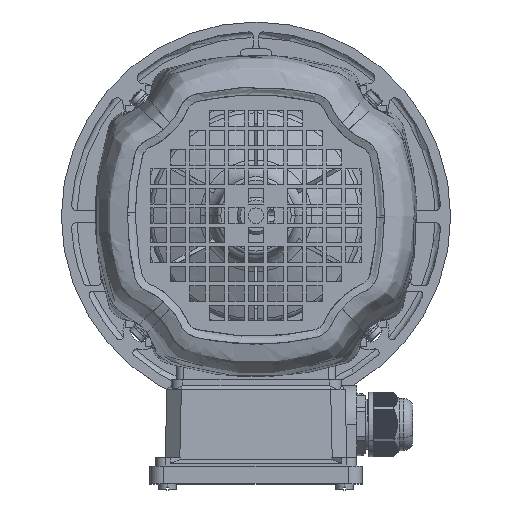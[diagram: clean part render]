
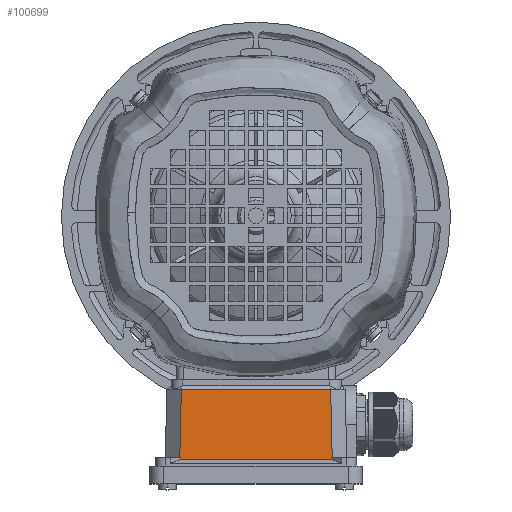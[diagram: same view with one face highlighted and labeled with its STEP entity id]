
A CAD part, top view. The second image highlights one B-rep face of the part: STEP entity #100699.
In plain terms, the highlighted planar face has unit normal (0, 0.023, 1).
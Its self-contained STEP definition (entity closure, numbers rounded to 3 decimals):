
#931 = DIRECTION ( 'NONE',  ( 1., 0., 0. ) ) ;
#1312 = CARTESIAN_POINT ( 'NONE',  ( -38.836, -124., 101.614 ) ) ;
#3908 = EDGE_CURVE ( 'NONE', #135328, #76209, #76874, .T. ) ;
#4924 = VECTOR ( 'NONE', #46685, 1000. ) ;
#9692 = DIRECTION ( 'NONE',  ( 0.023, -0.999, 0.023 ) ) ;
#12707 = AXIS2_PLACEMENT_3D ( 'NONE', #163510, #13241, #42348 ) ;
#13241 = DIRECTION ( 'NONE',  ( 0., -0.023, -1. ) ) ;
#13523 = DIRECTION ( 'NONE',  ( -1., 0., 0. ) ) ;
#14948 = VERTEX_POINT ( 'NONE', #152695 ) ;
#20307 = ORIENTED_EDGE ( 'NONE', *, *, #55671, .F. ) ;
#26736 = CARTESIAN_POINT ( 'NONE',  ( 38.836, -124., 101.614 ) ) ;
#28021 = ORIENTED_EDGE ( 'NONE', *, *, #176468, .F. ) ;
#30049 = VECTOR ( 'NONE', #51086, 1000. ) ;
#31438 = DIRECTION ( 'NONE',  ( 0.023, 0.999, -0.023 ) ) ;
#31649 = ORIENTED_EDGE ( 'NONE', *, *, #131827, .F. ) ;
#34619 = EDGE_LOOP ( 'NONE', ( #102636, #41008, #31649, #20307, #93081, #95948, #154591, #28021 ) ) ;
#41008 = ORIENTED_EDGE ( 'NONE', *, *, #3908, .F. ) ;
#42348 = DIRECTION ( 'NONE',  ( 0., -1., 0.023 ) ) ;
#42631 = CARTESIAN_POINT ( 'NONE',  ( 39.149, -124., 101.614 ) ) ;
#42970 = VECTOR ( 'NONE', #167977, 1000. ) ;
#43966 = VERTEX_POINT ( 'NONE', #98236 ) ;
#46685 = DIRECTION ( 'NONE',  ( 0.023, 0.999, -0.023 ) ) ;
#51086 = DIRECTION ( 'NONE',  ( 0.023, -0.999, 0.023 ) ) ;
#51530 = EDGE_CURVE ( 'NONE', #14948, #175417, #161301, .T. ) ;
#55671 = EDGE_CURVE ( 'NONE', #185523, #61184, #135700, .T. ) ;
#56355 = VECTOR ( 'NONE', #102216, 1000. ) ;
#59614 = CARTESIAN_POINT ( 'NONE',  ( 0., -125., 101.637 ) ) ;
#61184 = VERTEX_POINT ( 'NONE', #71556 ) ;
#61696 = LINE ( 'NONE', #165878, #4924 ) ;
#69041 = LINE ( 'NONE', #189226, #30049 ) ;
#71058 = EDGE_CURVE ( 'NONE', #14948, #185523, #148895, .T. ) ;
#71556 = CARTESIAN_POINT ( 'NONE',  ( -38.859, -125., 101.637 ) ) ;
#71701 = EDGE_CURVE ( 'NONE', #76209, #43966, #152604, .T. ) ;
#74994 = VECTOR ( 'NONE', #31438, 1000. ) ;
#76209 = VERTEX_POINT ( 'NONE', #161473 ) ;
#76874 = LINE ( 'NONE', #124868, #42970 ) ;
#77490 = VECTOR ( 'NONE', #931, 1000. ) ;
#86612 = CARTESIAN_POINT ( 'NONE',  ( 38.859, -125., 101.637 ) ) ;
#90568 = CARTESIAN_POINT ( 'NONE',  ( -38.752, -106.5, 101.217 ) ) ;
#92163 = LINE ( 'NONE', #157157, #77490 ) ;
#93081 = ORIENTED_EDGE ( 'NONE', *, *, #71058, .F. ) ;
#95948 = ORIENTED_EDGE ( 'NONE', *, *, #51530, .T. ) ;
#98236 = CARTESIAN_POINT ( 'NONE',  ( -38.355, -89., 100.82 ) ) ;
#100699 = ADVANCED_FACE ( 'NONE', ( #167449 ), #117467, .F. ) ;
#101969 = VERTEX_POINT ( 'NONE', #120931 ) ;
#102216 = DIRECTION ( 'NONE',  ( 1., 0., 0. ) ) ;
#102636 = ORIENTED_EDGE ( 'NONE', *, *, #71701, .F. ) ;
#113309 = VECTOR ( 'NONE', #9692, 1000. ) ;
#117467 = PLANE ( 'NONE',  #12707 ) ;
#117813 = VECTOR ( 'NONE', #13523, 1000. ) ;
#120931 = CARTESIAN_POINT ( 'NONE',  ( 38.355, -89., 100.82 ) ) ;
#124868 = CARTESIAN_POINT ( 'NONE',  ( 51.75, -124., 101.614 ) ) ;
#131827 = EDGE_CURVE ( 'NONE', #61184, #135328, #61696, .T. ) ;
#135328 = VERTEX_POINT ( 'NONE', #1312 ) ;
#135700 = LINE ( 'NONE', #59614, #117813 ) ;
#142282 = EDGE_CURVE ( 'NONE', #101969, #175417, #69041, .T. ) ;
#147262 = CARTESIAN_POINT ( 'NONE',  ( 46.682, -124., 101.614 ) ) ;
#148895 = LINE ( 'NONE', #26736, #113309 ) ;
#152604 = LINE ( 'NONE', #90568, #74994 ) ;
#152695 = CARTESIAN_POINT ( 'NONE',  ( 38.836, -124., 101.614 ) ) ;
#154591 = ORIENTED_EDGE ( 'NONE', *, *, #142282, .F. ) ;
#157157 = CARTESIAN_POINT ( 'NONE',  ( 51.75, -89., 100.82 ) ) ;
#161301 = LINE ( 'NONE', #147262, #56355 ) ;
#161473 = CARTESIAN_POINT ( 'NONE',  ( -39.149, -124., 101.614 ) ) ;
#163510 = CARTESIAN_POINT ( 'NONE',  ( 51.75, -129.955, 101.749 ) ) ;
#165878 = CARTESIAN_POINT ( 'NONE',  ( -38.859, -125., 101.637 ) ) ;
#167449 = FACE_OUTER_BOUND ( 'NONE', #34619, .T. ) ;
#167977 = DIRECTION ( 'NONE',  ( -1., 0., 0. ) ) ;
#175417 = VERTEX_POINT ( 'NONE', #42631 ) ;
#176468 = EDGE_CURVE ( 'NONE', #43966, #101969, #92163, .T. ) ;
#185523 = VERTEX_POINT ( 'NONE', #86612 ) ;
#189226 = CARTESIAN_POINT ( 'NONE',  ( 38.355, -89., 100.82 ) ) ;
